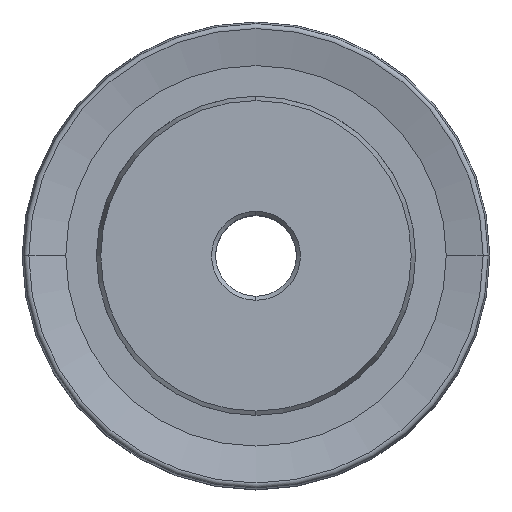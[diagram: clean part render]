
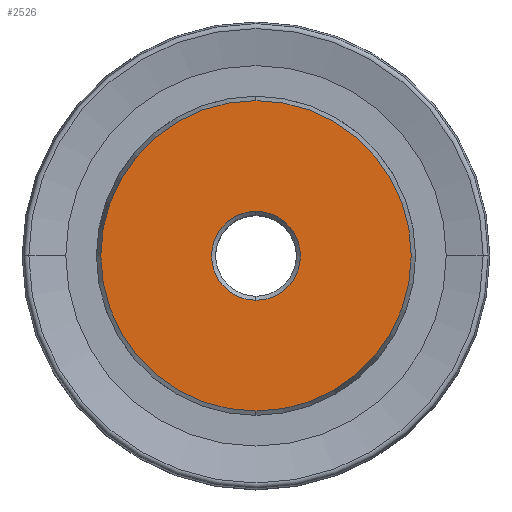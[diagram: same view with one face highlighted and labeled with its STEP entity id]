
A CAD part, top view. The second image highlights one B-rep face of the part: STEP entity #2526.
In plain terms, the highlighted planar face has unit normal (0, 0, 1).
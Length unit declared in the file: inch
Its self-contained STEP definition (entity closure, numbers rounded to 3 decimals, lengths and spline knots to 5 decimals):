
#362 = DIRECTION ( 'NONE',  ( 0., -1., 0. ) ) ;
#496 = EDGE_LOOP ( 'NONE', ( #5194, #2246 ) ) ;
#631 = AXIS2_PLACEMENT_3D ( 'NONE', #4001, #5262, #2280 ) ;
#706 = ORIENTED_EDGE ( 'NONE', *, *, #802, .T. ) ;
#711 = AXIS2_PLACEMENT_3D ( 'NONE', #2099, #5600, #2605 ) ;
#802 = EDGE_CURVE ( 'NONE', #4690, #3767, #1270, .T. ) ;
#986 = CARTESIAN_POINT ( 'NONE',  ( 0., 0., 0.25005 ) ) ;
#1027 = DIRECTION ( 'NONE',  ( 0., 0., 1. ) ) ;
#1074 = AXIS2_PLACEMENT_3D ( 'NONE', #4020, #1027, #4518 ) ;
#1270 = CIRCLE ( 'NONE', #1074, 0.37844 ) ;
#1327 = ORIENTED_EDGE ( 'NONE', *, *, #4072, .T. ) ;
#1491 = DIRECTION ( 'NONE',  ( 0., -1., 0. ) ) ;
#1506 = EDGE_CURVE ( 'NONE', #2236, #2656, #4256, .T. ) ;
#2014 = PLANE ( 'NONE',  #631 ) ;
#2015 = CIRCLE ( 'NONE', #3027, 0.10843 ) ;
#2099 = CARTESIAN_POINT ( 'NONE',  ( 0., 0., 0.25005 ) ) ;
#2236 = VERTEX_POINT ( 'NONE', #2327 ) ;
#2246 = ORIENTED_EDGE ( 'NONE', *, *, #4820, .T. ) ;
#2280 = DIRECTION ( 'NONE',  ( 0., 1., 0. ) ) ;
#2327 = CARTESIAN_POINT ( 'NONE',  ( 0., -0.10843, 0.25005 ) ) ;
#2526 = ADVANCED_FACE ( 'NONE', ( #3937, #5286 ), #2014, .T. ) ;
#2605 = DIRECTION ( 'NONE',  ( 0., -1., 0. ) ) ;
#2656 = VERTEX_POINT ( 'NONE', #5870 ) ;
#3027 = AXIS2_PLACEMENT_3D ( 'NONE', #986, #4481, #1491 ) ;
#3376 = DIRECTION ( 'NONE',  ( 0., 0., -1. ) ) ;
#3767 = VERTEX_POINT ( 'NONE', #4441 ) ;
#3859 = EDGE_LOOP ( 'NONE', ( #1327, #706 ) ) ;
#3937 = FACE_OUTER_BOUND ( 'NONE', #3859, .T. ) ;
#4001 = CARTESIAN_POINT ( 'NONE',  ( 0., 0., 0.25005 ) ) ;
#4020 = CARTESIAN_POINT ( 'NONE',  ( 0., 0., 0.25005 ) ) ;
#4072 = EDGE_CURVE ( 'NONE', #3767, #4690, #4289, .T. ) ;
#4256 = CIRCLE ( 'NONE', #5411, 0.10843 ) ;
#4289 = CIRCLE ( 'NONE', #711, 0.37844 ) ;
#4441 = CARTESIAN_POINT ( 'NONE',  ( 0., 0.37844, 0.25005 ) ) ;
#4481 = DIRECTION ( 'NONE',  ( 0., 0., -1. ) ) ;
#4518 = DIRECTION ( 'NONE',  ( 0., -1., 0. ) ) ;
#4690 = VERTEX_POINT ( 'NONE', #4713 ) ;
#4713 = CARTESIAN_POINT ( 'NONE',  ( 0., -0.37844, 0.25005 ) ) ;
#4820 = EDGE_CURVE ( 'NONE', #2656, #2236, #2015, .T. ) ;
#5194 = ORIENTED_EDGE ( 'NONE', *, *, #1506, .T. ) ;
#5262 = DIRECTION ( 'NONE',  ( 0., 0., 1. ) ) ;
#5286 = FACE_BOUND ( 'NONE', #496, .T. ) ;
#5411 = AXIS2_PLACEMENT_3D ( 'NONE', #6365, #3376, #362 ) ;
#5600 = DIRECTION ( 'NONE',  ( 0., 0., 1. ) ) ;
#5870 = CARTESIAN_POINT ( 'NONE',  ( 0., 0.10843, 0.25005 ) ) ;
#6365 = CARTESIAN_POINT ( 'NONE',  ( 0., 0., 0.25005 ) ) ;
